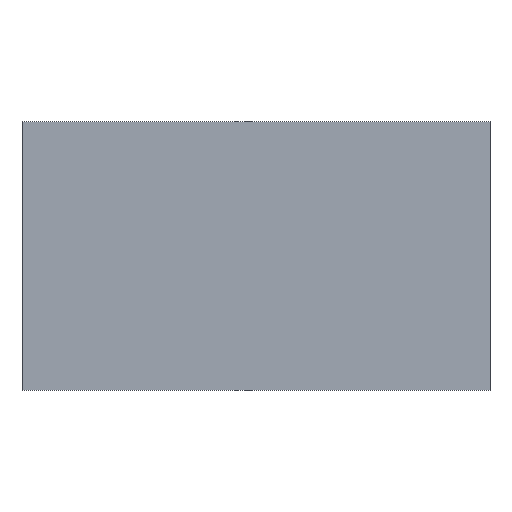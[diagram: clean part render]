
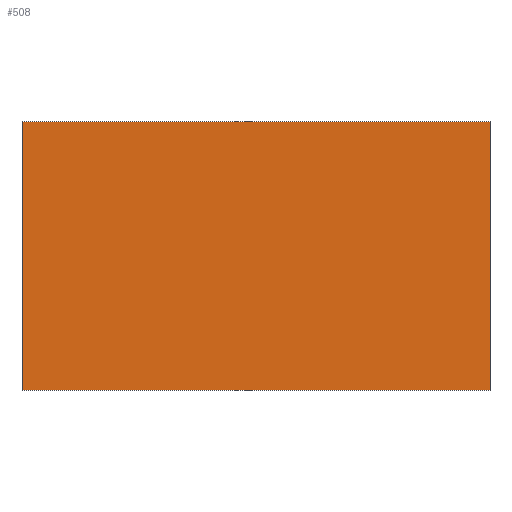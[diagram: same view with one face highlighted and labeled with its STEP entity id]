
A CAD part, front view. The second image highlights one B-rep face of the part: STEP entity #508.
In plain terms, the highlighted planar face has unit normal (0, -1, 0).
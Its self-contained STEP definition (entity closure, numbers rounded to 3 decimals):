
#48 = AXIS2_PLACEMENT_3D ( 'NONE', #378, #356, #355 ) ;
#89 = EDGE_CURVE ( 'NONE', #719, #702, #306, .T. ) ;
#134 = DIRECTION ( 'NONE',  ( -1., 0., 0. ) ) ;
#152 = VERTEX_POINT ( 'NONE', #909 ) ;
#164 = FACE_OUTER_BOUND ( 'NONE', #382, .T. ) ;
#182 = LINE ( 'NONE', #441, #845 ) ;
#292 = VECTOR ( 'NONE', #134, 1000. ) ;
#306 = LINE ( 'NONE', #941, #292 ) ;
#336 = DIRECTION ( 'NONE',  ( 0., 0., -1. ) ) ;
#338 = CARTESIAN_POINT ( 'NONE',  ( 15., -1., -8.6 ) ) ;
#340 = LINE ( 'NONE', #338, #1049 ) ;
#355 = DIRECTION ( 'NONE',  ( 0., 0., 1. ) ) ;
#356 = DIRECTION ( 'NONE',  ( 0., 1., 0. ) ) ;
#360 = PLANE ( 'NONE',  #48 ) ;
#378 = CARTESIAN_POINT ( 'NONE',  ( 15., -1., -8.6 ) ) ;
#382 = EDGE_LOOP ( 'NONE', ( #739, #746, #749, #752 ) ) ;
#424 = LINE ( 'NONE', #463, #570 ) ;
#434 = DIRECTION ( 'NONE',  ( -1., 0., 0. ) ) ;
#441 = CARTESIAN_POINT ( 'NONE',  ( 15., -1., -8.6 ) ) ;
#463 = CARTESIAN_POINT ( 'NONE',  ( -15., -1., -8.6 ) ) ;
#469 = DIRECTION ( 'NONE',  ( 0., 0., -1. ) ) ;
#492 = EDGE_CURVE ( 'NONE', #702, #862, #424, .T. ) ;
#498 = EDGE_CURVE ( 'NONE', #152, #862, #182, .T. ) ;
#508 = ADVANCED_FACE ( 'NONE', ( #164 ), #360, .F. ) ;
#510 = EDGE_CURVE ( 'NONE', #719, #152, #340, .T. ) ;
#570 = VECTOR ( 'NONE', #469, 1000. ) ;
#702 = VERTEX_POINT ( 'NONE', #904 ) ;
#719 = VERTEX_POINT ( 'NONE', #916 ) ;
#739 = ORIENTED_EDGE ( 'NONE', *, *, #492, .T. ) ;
#746 = ORIENTED_EDGE ( 'NONE', *, *, #498, .F. ) ;
#749 = ORIENTED_EDGE ( 'NONE', *, *, #510, .F. ) ;
#752 = ORIENTED_EDGE ( 'NONE', *, *, #89, .T. ) ;
#845 = VECTOR ( 'NONE', #434, 1000. ) ;
#862 = VERTEX_POINT ( 'NONE', #999 ) ;
#904 = CARTESIAN_POINT ( 'NONE',  ( -15., -1., 8.6 ) ) ;
#909 = CARTESIAN_POINT ( 'NONE',  ( 15., -1., -8.6 ) ) ;
#916 = CARTESIAN_POINT ( 'NONE',  ( 15., -1., 8.6 ) ) ;
#941 = CARTESIAN_POINT ( 'NONE',  ( 15., -1., 8.6 ) ) ;
#999 = CARTESIAN_POINT ( 'NONE',  ( -15., -1., -8.6 ) ) ;
#1049 = VECTOR ( 'NONE', #336, 1000. ) ;
